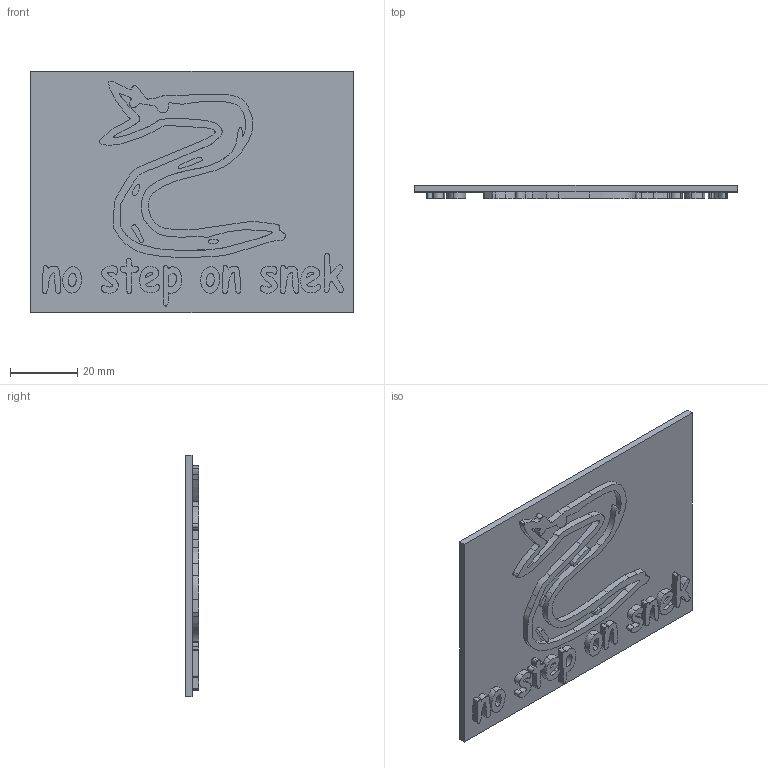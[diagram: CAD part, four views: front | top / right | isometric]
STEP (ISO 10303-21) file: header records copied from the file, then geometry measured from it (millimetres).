
FILE_DESCRIPTION(/* description */ (''),/* implementation_level */ '2;1');
FILE_NAME(/* name */ 'snek v2.stp',/* time_stamp */ '2025-09-12T00:20:13+02:00',/* author */ (''),/* organization */ (''),/* preprocessor_version */ 'ST-DEVELOPER v20.1',/* originating_system */ 'Autodesk Translation Framework v14.10.0.0',/* authorisation */ '');
FILE_SCHEMA (('AUTOMOTIVE_DESIGN { 1 0 10303 214 3 1 1 }'));
Length unit declared in the file: millimetre
Products named in the file (1): snek
Bounding box: 96 x 4 x 72 mm (x, y, z)
Volume: 15874.7 mm3; surface area: 16604.6 mm2
Topology: 1 solids, 1 shells, 252 faces, 681 edges, 454 vertices
Faces by surface type: bspline 191, plane 61
Entity records: 8351 total; most frequent: CARTESIAN_POINT 3871, ORIENTED_EDGE 1362, EDGE_CURVE 681, VERTEX_POINT 454, DIRECTION 423, LINE 299, VECTOR 299, EDGE_LOOP 275
